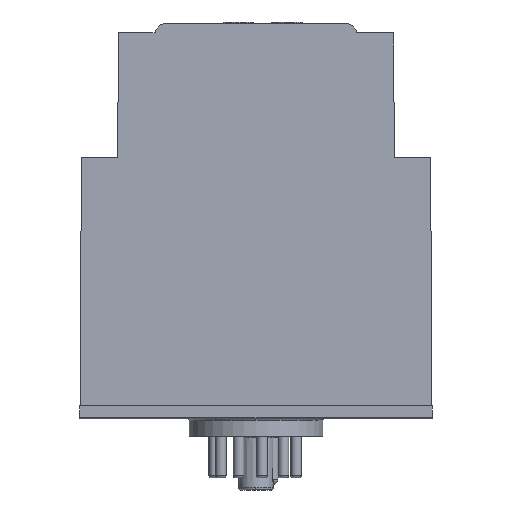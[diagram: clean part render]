
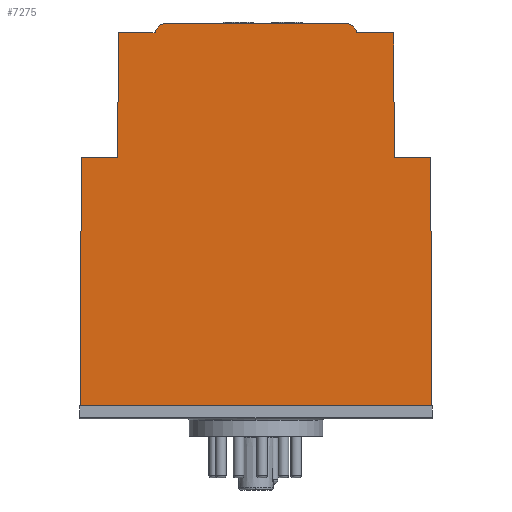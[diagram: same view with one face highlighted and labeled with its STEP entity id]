
A CAD part, left-side view. The second image highlights one B-rep face of the part: STEP entity #7275.
In plain terms, the highlighted planar face has unit normal (-1, 0, 0.004).
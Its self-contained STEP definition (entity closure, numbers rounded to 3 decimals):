
#96=ELLIPSE('',#7733,1.5,1.5);
#98=ELLIPSE('',#7736,1.5,1.5);
#99=ELLIPSE('',#7737,1.5,1.5);
#100=ELLIPSE('',#7738,1.5,1.5);
#704=FACE_OUTER_BOUND('',#1103,.T.);
#1103=EDGE_LOOP('',(#5246,#5247,#5248,#5249,#5250,#5251,#5252,#5253,#5254,
#5255,#5256,#5257,#5258,#5259,#5260,#5261,#5262,#5263,#5264));
#1721=LINE('',#10537,#2415);
#1725=LINE('',#10550,#2419);
#1726=LINE('',#10552,#2420);
#1727=LINE('',#10554,#2421);
#1728=LINE('',#10556,#2422);
#1729=LINE('',#10558,#2423);
#1730=LINE('',#10560,#2424);
#1731=LINE('',#10562,#2425);
#1732=LINE('',#10564,#2426);
#1733=LINE('',#10566,#2427);
#1734=LINE('',#10568,#2428);
#1735=LINE('',#10575,#2429);
#1736=LINE('',#10577,#2430);
#1737=LINE('',#10579,#2431);
#1738=LINE('',#10580,#2432);
#2415=VECTOR('',#8700,10.);
#2419=VECTOR('',#8712,10.);
#2420=VECTOR('',#8713,10.);
#2421=VECTOR('',#8714,10.);
#2422=VECTOR('',#8715,10.);
#2423=VECTOR('',#8716,10.);
#2424=VECTOR('',#8717,10.);
#2425=VECTOR('',#8718,10.);
#2426=VECTOR('',#8719,10.);
#2427=VECTOR('',#8720,10.);
#2428=VECTOR('',#8721,10.);
#2429=VECTOR('',#8728,10.);
#2430=VECTOR('',#8729,10.);
#2431=VECTOR('',#8730,10.);
#2432=VECTOR('',#8731,10.);
#3067=VERTEX_POINT('',#10534);
#3068=VERTEX_POINT('',#10536);
#3070=VERTEX_POINT('',#10542);
#3072=VERTEX_POINT('',#10548);
#3073=VERTEX_POINT('',#10549);
#3074=VERTEX_POINT('',#10551);
#3075=VERTEX_POINT('',#10553);
#3076=VERTEX_POINT('',#10555);
#3077=VERTEX_POINT('',#10557);
#3078=VERTEX_POINT('',#10559);
#3079=VERTEX_POINT('',#10561);
#3080=VERTEX_POINT('',#10563);
#3081=VERTEX_POINT('',#10565);
#3082=VERTEX_POINT('',#10567);
#3083=VERTEX_POINT('',#10569);
#3084=VERTEX_POINT('',#10572);
#3085=VERTEX_POINT('',#10574);
#3086=VERTEX_POINT('',#10576);
#3087=VERTEX_POINT('',#10578);
#3885=EDGE_CURVE('',#3068,#3067,#1721,.T.);
#3889=EDGE_CURVE('',#3067,#3070,#96,.F.);
#3891=EDGE_CURVE('',#3072,#3073,#1725,.T.);
#3892=EDGE_CURVE('',#3074,#3073,#1726,.T.);
#3893=EDGE_CURVE('',#3075,#3074,#1727,.T.);
#3894=EDGE_CURVE('',#3076,#3075,#1728,.T.);
#3895=EDGE_CURVE('',#3076,#3077,#1729,.T.);
#3896=EDGE_CURVE('',#3077,#3078,#1730,.T.);
#3897=EDGE_CURVE('',#3078,#3079,#1731,.T.);
#3898=EDGE_CURVE('',#3080,#3079,#1732,.T.);
#3899=EDGE_CURVE('',#3081,#3080,#1733,.T.);
#3900=EDGE_CURVE('',#3082,#3081,#1734,.T.);
#3901=EDGE_CURVE('',#3082,#3083,#98,.F.);
#3902=EDGE_CURVE('',#3083,#3068,#99,.F.);
#3903=EDGE_CURVE('',#3070,#3084,#100,.F.);
#3904=EDGE_CURVE('',#3085,#3084,#1735,.T.);
#3905=EDGE_CURVE('',#3086,#3085,#1736,.T.);
#3906=EDGE_CURVE('',#3087,#3086,#1737,.T.);
#3907=EDGE_CURVE('',#3087,#3072,#1738,.T.);
#5246=ORIENTED_EDGE('',*,*,#3891,.T.);
#5247=ORIENTED_EDGE('',*,*,#3892,.F.);
#5248=ORIENTED_EDGE('',*,*,#3893,.F.);
#5249=ORIENTED_EDGE('',*,*,#3894,.F.);
#5250=ORIENTED_EDGE('',*,*,#3895,.T.);
#5251=ORIENTED_EDGE('',*,*,#3896,.T.);
#5252=ORIENTED_EDGE('',*,*,#3897,.T.);
#5253=ORIENTED_EDGE('',*,*,#3898,.F.);
#5254=ORIENTED_EDGE('',*,*,#3899,.F.);
#5255=ORIENTED_EDGE('',*,*,#3900,.F.);
#5256=ORIENTED_EDGE('',*,*,#3901,.T.);
#5257=ORIENTED_EDGE('',*,*,#3902,.T.);
#5258=ORIENTED_EDGE('',*,*,#3885,.T.);
#5259=ORIENTED_EDGE('',*,*,#3889,.T.);
#5260=ORIENTED_EDGE('',*,*,#3903,.T.);
#5261=ORIENTED_EDGE('',*,*,#3904,.F.);
#5262=ORIENTED_EDGE('',*,*,#3905,.F.);
#5263=ORIENTED_EDGE('',*,*,#3906,.F.);
#5264=ORIENTED_EDGE('',*,*,#3907,.T.);
#6687=PLANE('',#7735);
#7275=ADVANCED_FACE('',(#704),#6687,.T.);
#7733=AXIS2_PLACEMENT_3D('',#10545,#8706,#8707);
#7735=AXIS2_PLACEMENT_3D('',#10547,#8710,#8711);
#7736=AXIS2_PLACEMENT_3D('',#10570,#8722,#8723);
#7737=AXIS2_PLACEMENT_3D('',#10571,#8724,#8725);
#7738=AXIS2_PLACEMENT_3D('',#10573,#8726,#8727);
#8700=DIRECTION('',(0.,1.,0.));
#8706=DIRECTION('center_axis',(1.,0.,-0.003));
#8707=DIRECTION('ref_axis',(-0.003,0.,-1.));
#8710=DIRECTION('center_axis',(-1.,0.,0.003));
#8711=DIRECTION('ref_axis',(0.,-1.,0.));
#8712=DIRECTION('',(0.,1.,0.));
#8713=DIRECTION('',(0.003,-0.003,1.));
#8714=DIRECTION('',(0.,1.,0.));
#8715=DIRECTION('',(-0.003,-0.003,-1.));
#8716=DIRECTION('',(0.,1.,0.));
#8717=DIRECTION('',(0.003,0.005,1.));
#8718=DIRECTION('',(0.003,0.026,1.));
#8719=DIRECTION('',(0.,-1.,0.));
#8720=DIRECTION('',(-0.003,0.,-1.));
#8721=DIRECTION('',(-0.002,-0.707,-0.707));
#8722=DIRECTION('center_axis',(1.,0.,-0.003));
#8723=DIRECTION('ref_axis',(-0.003,0.,-1.));
#8724=DIRECTION('center_axis',(1.,0.,-0.003));
#8725=DIRECTION('ref_axis',(-0.003,0.,-1.));
#8726=DIRECTION('center_axis',(1.,0.,-0.003));
#8727=DIRECTION('ref_axis',(-0.003,0.,-1.));
#8728=DIRECTION('',(0.002,-0.707,0.707));
#8729=DIRECTION('',(0.003,0.,1.));
#8730=DIRECTION('',(0.,-1.,0.));
#8731=DIRECTION('',(-0.003,0.005,-1.));
#10534=CARTESIAN_POINT('',(-17.196,20.879,106.2));
#10536=CARTESIAN_POINT('',(-17.196,-20.879,106.2));
#10537=CARTESIAN_POINT('',(-17.196,10.517,106.2));
#10542=CARTESIAN_POINT('',(-17.196,21.11,106.182));
#10545=CARTESIAN_POINT('Origin',(-17.202,20.879,104.7));
#10547=CARTESIAN_POINT('Origin',(-17.515,44.,14.85));
#10548=CARTESIAN_POINT('',(-17.303,31.5,75.7));
#10549=CARTESIAN_POINT('',(-17.303,39.803,75.7));
#10550=CARTESIAN_POINT('',(-17.303,37.542,75.7));
#10551=CARTESIAN_POINT('',(-17.5,40.,19.2));
#10552=CARTESIAN_POINT('',(-17.512,40.012,15.67));
#10553=CARTESIAN_POINT('',(-17.5,-40.,19.2));
#10554=CARTESIAN_POINT('',(-17.5,42.612,19.2));
#10555=CARTESIAN_POINT('',(-17.303,-39.803,75.7));
#10556=CARTESIAN_POINT('',(-17.512,-40.012,15.756));
#10557=CARTESIAN_POINT('',(-17.303,-31.5,75.7));
#10558=CARTESIAN_POINT('',(-17.303,6.73,75.7));
#10559=CARTESIAN_POINT('',(-17.219,-31.374,99.699));
#10560=CARTESIAN_POINT('',(-17.41,-31.661,44.881));
#10561=CARTESIAN_POINT('',(-17.203,-31.256,104.2));
#10562=CARTESIAN_POINT('',(-17.364,-32.461,58.184));
#10563=CARTESIAN_POINT('',(-17.203,-23.,104.2));
#10564=CARTESIAN_POINT('',(-17.203,10.492,104.2));
#10565=CARTESIAN_POINT('',(-17.202,-23.,104.7));
#10566=CARTESIAN_POINT('',(-17.362,-23.,58.722));
#10567=CARTESIAN_POINT('',(-17.198,-21.939,105.761));
#10568=CARTESIAN_POINT('',(-17.222,-28.741,98.959));
#10569=CARTESIAN_POINT('',(-17.197,-21.763,105.912));
#10570=CARTESIAN_POINT('Origin',(-17.202,-20.879,104.7));
#10571=CARTESIAN_POINT('Origin',(-17.202,-20.879,104.7));
#10572=CARTESIAN_POINT('',(-17.198,21.939,105.761));
#10573=CARTESIAN_POINT('Origin',(-17.202,20.879,104.7));
#10574=CARTESIAN_POINT('',(-17.202,23.,104.7));
#10575=CARTESIAN_POINT('',(-17.298,50.708,76.992));
#10576=CARTESIAN_POINT('',(-17.203,23.,104.2));
#10577=CARTESIAN_POINT('',(-17.359,23.,59.576));
#10578=CARTESIAN_POINT('',(-17.203,31.351,104.2));
#10579=CARTESIAN_POINT('',(-17.203,33.291,104.2));
#10580=CARTESIAN_POINT('',(-17.412,31.663,44.528));
